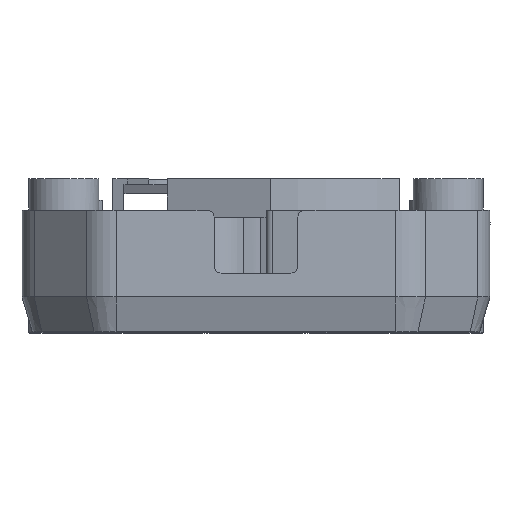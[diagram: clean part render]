
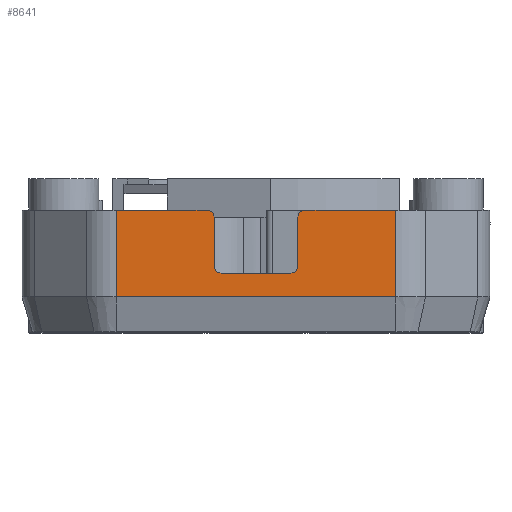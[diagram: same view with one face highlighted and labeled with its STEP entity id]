
A CAD part, top view. The second image highlights one B-rep face of the part: STEP entity #8641.
In plain terms, the highlighted planar face has unit normal (0, 0, 1).
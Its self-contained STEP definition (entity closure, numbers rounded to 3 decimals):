
#556=FACE_OUTER_BOUND('',#1060,.T.);
#1060=EDGE_LOOP('',(#6808,#6809,#6810,#6811,#6812,#6813,#6814,#6815,#6816,
#6817,#6818,#6819));
#1590=CIRCLE('',#9399,1.);
#1595=CIRCLE('',#9407,1.);
#1596=CIRCLE('',#9410,1.);
#1597=CIRCLE('',#9412,1.);
#1924=LINE('',#13196,#2771);
#2138=LINE('',#13923,#2985);
#2166=LINE('',#14015,#3013);
#2185=LINE('',#14074,#3032);
#2193=LINE('',#14097,#3040);
#2196=LINE('',#14107,#3043);
#2197=LINE('',#14108,#3044);
#2198=LINE('',#14109,#3045);
#2771=VECTOR('',#10458,10.);
#2985=VECTOR('',#11120,10.);
#3013=VECTOR('',#11206,10.);
#3032=VECTOR('',#11257,10.);
#3040=VECTOR('',#11279,10.);
#3043=VECTOR('',#11292,10.);
#3044=VECTOR('',#11293,10.);
#3045=VECTOR('',#11294,10.);
#3685=VERTEX_POINT('',#13186);
#3687=VERTEX_POINT('',#13194);
#3901=VERTEX_POINT('',#13920);
#3902=VERTEX_POINT('',#13922);
#3936=VERTEX_POINT('',#14012);
#3937=VERTEX_POINT('',#14014);
#3958=VERTEX_POINT('',#14064);
#3961=VERTEX_POINT('',#14072);
#3968=VERTEX_POINT('',#14091);
#3969=VERTEX_POINT('',#14095);
#3970=VERTEX_POINT('',#14099);
#3971=VERTEX_POINT('',#14103);
#4609=EDGE_CURVE('',#3687,#3685,#1924,.T.);
#4934=EDGE_CURVE('',#3901,#3902,#2138,.T.);
#4982=EDGE_CURVE('',#3936,#3937,#2166,.T.);
#5008=EDGE_CURVE('',#3958,#3901,#1590,.T.);
#5013=EDGE_CURVE('',#3958,#3961,#2185,.T.);
#5023=EDGE_CURVE('',#3968,#3961,#1595,.T.);
#5025=EDGE_CURVE('',#3968,#3969,#2193,.T.);
#5026=EDGE_CURVE('',#3970,#3969,#1596,.T.);
#5028=EDGE_CURVE('',#3937,#3971,#1597,.T.);
#5030=EDGE_CURVE('',#3902,#3687,#2196,.T.);
#5031=EDGE_CURVE('',#3970,#3971,#2197,.T.);
#5032=EDGE_CURVE('',#3685,#3936,#2198,.T.);
#6808=ORIENTED_EDGE('',*,*,#4609,.F.);
#6809=ORIENTED_EDGE('',*,*,#5030,.F.);
#6810=ORIENTED_EDGE('',*,*,#4934,.F.);
#6811=ORIENTED_EDGE('',*,*,#5008,.F.);
#6812=ORIENTED_EDGE('',*,*,#5013,.T.);
#6813=ORIENTED_EDGE('',*,*,#5023,.F.);
#6814=ORIENTED_EDGE('',*,*,#5025,.T.);
#6815=ORIENTED_EDGE('',*,*,#5026,.F.);
#6816=ORIENTED_EDGE('',*,*,#5031,.T.);
#6817=ORIENTED_EDGE('',*,*,#5028,.F.);
#6818=ORIENTED_EDGE('',*,*,#4982,.F.);
#6819=ORIENTED_EDGE('',*,*,#5032,.F.);
#8280=PLANE('',#9413);
#8641=ADVANCED_FACE('',(#556),#8280,.T.);
#9399=AXIS2_PLACEMENT_3D('',#14065,#11248,#11249);
#9407=AXIS2_PLACEMENT_3D('',#14093,#11274,#11275);
#9410=AXIS2_PLACEMENT_3D('',#14100,#11282,#11283);
#9412=AXIS2_PLACEMENT_3D('',#14104,#11287,#11288);
#9413=AXIS2_PLACEMENT_3D('',#14106,#11290,#11291);
#10458=DIRECTION('',(-1.,0.,0.));
#11120=DIRECTION('',(1.,0.,0.));
#11206=DIRECTION('',(1.,0.,0.));
#11248=DIRECTION('center_axis',(0.,0.,
-1.));
#11249=DIRECTION('ref_axis',(-0.707,0.707,0.));
#11257=DIRECTION('',(0.,-1.,0.));
#11274=DIRECTION('center_axis',(0.,0.,
1.));
#11275=DIRECTION('ref_axis',(0.707,-0.707,0.));
#11279=DIRECTION('',(-1.,0.,0.));
#11282=DIRECTION('center_axis',(0.,0.,
1.));
#11283=DIRECTION('ref_axis',(-0.707,-0.707,0.));
#11287=DIRECTION('center_axis',(0.,0.,
-1.));
#11288=DIRECTION('ref_axis',(0.707,0.707,0.));
#11290=DIRECTION('center_axis',(0.,0.,
1.));
#11291=DIRECTION('ref_axis',(1.,0.,0.));
#11292=DIRECTION('',(0.,-1.,0.));
#11293=DIRECTION('',(0.,1.,0.));
#11294=DIRECTION('',(0.,1.,0.));
#13186=CARTESIAN_POINT('',(-20.015,-17.,83.333));
#13194=CARTESIAN_POINT('',(20.015,-17.,83.333));
#13196=CARTESIAN_POINT('',(-11.25,-17.,83.333));
#13920=CARTESIAN_POINT('',(7.,-4.6,83.333));
#13922=CARTESIAN_POINT('',(20.015,-4.6,83.333));
#13923=CARTESIAN_POINT('',(22.5,-4.6,83.333));
#14012=CARTESIAN_POINT('',(-20.015,-4.6,83.333));
#14014=CARTESIAN_POINT('',(-7.,-4.6,83.333));
#14015=CARTESIAN_POINT('',(22.5,-4.6,83.333));
#14064=CARTESIAN_POINT('',(6.,-5.6,83.333));
#14065=CARTESIAN_POINT('Origin',(7.,-5.6,83.333));
#14072=CARTESIAN_POINT('',(6.,-12.6,83.333));
#14074=CARTESIAN_POINT('',(6.,-13.3,83.333));
#14091=CARTESIAN_POINT('',(5.,-13.6,83.333));
#14093=CARTESIAN_POINT('Origin',(5.,-12.6,83.333));
#14095=CARTESIAN_POINT('',(-5.,-13.6,83.333));
#14097=CARTESIAN_POINT('',(-11.25,-13.6,83.333));
#14099=CARTESIAN_POINT('',(-6.,-12.6,83.333));
#14100=CARTESIAN_POINT('Origin',(-5.,-12.6,83.333));
#14103=CARTESIAN_POINT('',(-6.,-5.6,83.333));
#14104=CARTESIAN_POINT('Origin',(-7.,-5.6,83.333));
#14106=CARTESIAN_POINT('Origin',(-22.5,-22.,83.333));
#14107=CARTESIAN_POINT('',(20.015,-22.,83.333));
#14108=CARTESIAN_POINT('',(-6.,-13.3,83.333));
#14109=CARTESIAN_POINT('',(-20.015,-22.,83.333));
